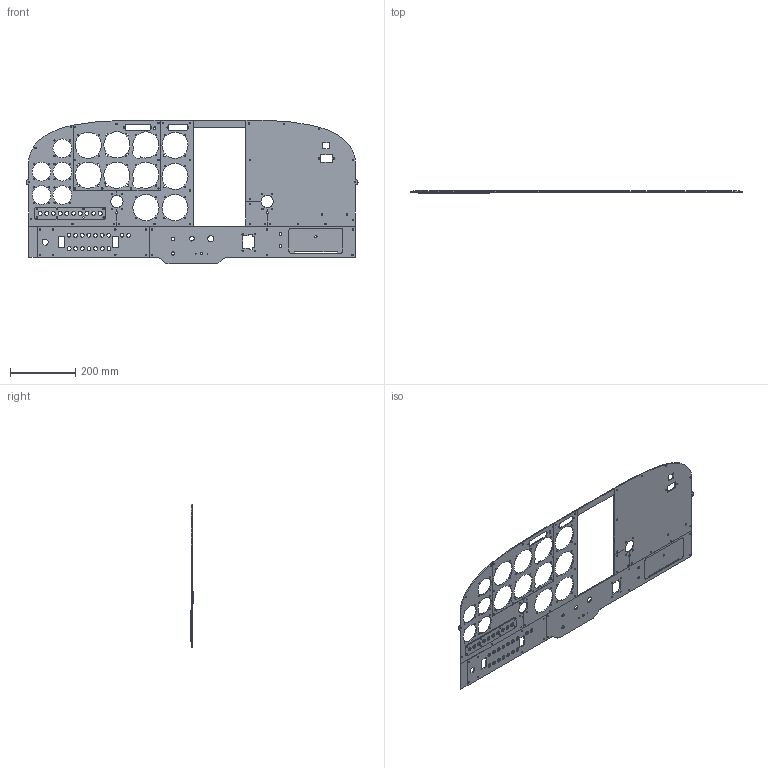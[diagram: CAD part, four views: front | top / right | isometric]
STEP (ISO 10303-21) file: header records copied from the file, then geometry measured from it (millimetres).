
FILE_DESCRIPTION(/* description */ (''),/* implementation_level */ '2;1');
FILE_NAME(/* name */ 'Instrument Panel.step',/* time_stamp */ '2023-12-06T18:18:58-07:00',/* author */ (''),/* organization */ (''),/* preprocessor_version */ 'ST-DEVELOPER v20',/* originating_system */ 'Autodesk Translation Framework v12.14.0.127',/* authorisation */ '');
FILE_SCHEMA (('AUTOMOTIVE_DESIGN { 1 0 10303 214 3 1 1 }'));
Length unit declared in the file: millimetre
Products named in the file (1): Instrument Panel
Bounding box: 1016.4 x 6.17 x 440 mm (x, y, z)
Volume: 874005.5 mm3; surface area: 630017.8 mm2
Topology: 11 solids, 11 shells, 429 faces, 1221 edges, 814 vertices
Faces by surface type: cylinder 267, plane 157, bspline 5
Full cylindrical faces by diameter (mm): 2.54 x2, 3 x1, 3.81 x51, 4.318 x76, 6.35 x1, 6.985 x1, 8 x3, 10 x2, 11.836 x16, 12.065 x20, 13.97 x1, 19.05 x1, 57.15 x5, 80.01 x3
Entity records: 15563 total; most frequent: CARTESIAN_POINT 3007, DIRECTION 2595, ORIENTED_EDGE 2442, EDGE_CURVE 1221, AXIS2_PLACEMENT_3D 959, EDGE_LOOP 851, VERTEX_POINT 814, LINE 677
